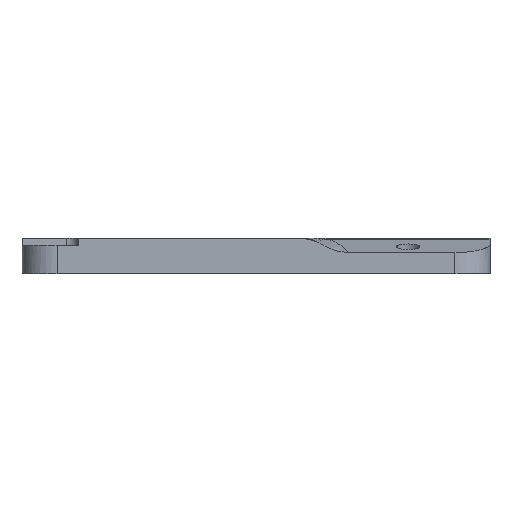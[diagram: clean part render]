
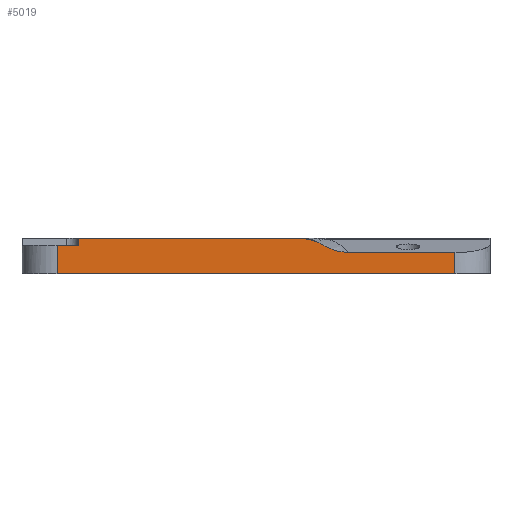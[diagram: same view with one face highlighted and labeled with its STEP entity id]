
A CAD part, front view. The second image highlights one B-rep face of the part: STEP entity #5019.
In plain terms, the highlighted free-form (B-spline) face has degree [1, 1] with [2, 2] control points.
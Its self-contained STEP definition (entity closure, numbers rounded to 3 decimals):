
#274=CARTESIAN_POINT('',(30.48,0.,0.));
#275=VERTEX_POINT('',#274);
#281=CARTESIAN_POINT('',(150.274,0.,0.));
#282=VERTEX_POINT('',#281);
#283=CARTESIAN_POINT('',(150.274,0.,0.));
#284=CARTESIAN_POINT('',(30.48,0.,0.));
#285=B_SPLINE_CURVE_WITH_KNOTS('',1,(#283,#284),.POLYLINE_FORM.,.F.,.U.,(2,2),(84.676,204.47),.UNSPECIFIED.);
#286=EDGE_CURVE('',#282,#275,#285,.T.);
#3338=CARTESIAN_POINT('',(19.05,0.,-19.05));
#3339=VERTEX_POINT('',#3338);
#3340=CARTESIAN_POINT('',(234.95,0.,-19.05));
#3341=VERTEX_POINT('',#3340);
#3342=CARTESIAN_POINT('',(19.05,0.,-19.05));
#3343=CARTESIAN_POINT('',(234.95,0.,-19.05));
#3344=B_SPLINE_CURVE_WITH_KNOTS('',1,(#3342,#3343),.POLYLINE_FORM.,.F.,.U.,(2,2),(0.,215.9),.UNSPECIFIED.);
#3345=EDGE_CURVE('',#3339,#3341,#3344,.T.);
#4935=CARTESIAN_POINT('',(19.05,0.,-19.05));
#4936=CARTESIAN_POINT('',(19.05,0.,0.));
#4937=CARTESIAN_POINT('',(234.95,0.,-19.05));
#4938=CARTESIAN_POINT('',(234.95,0.,0.));
#4939=B_SPLINE_SURFACE_WITH_KNOTS('',1,1,((#4935,#4936),(#4937,#4938)),.PLANE_SURF.,.F.,.F.,.U.,(2,2),(2,2),(0.,215.9),(0.,19.05),.UNSPECIFIED.);
#4940=ORIENTED_EDGE('',*,*,#286,.T.);
#4941=CARTESIAN_POINT('',(30.48,0.,-3.81));
#4942=VERTEX_POINT('',#4941);
#4943=CARTESIAN_POINT('',(30.48,0.,-3.81));
#4944=CARTESIAN_POINT('',(30.48,0.,0.));
#4945=B_SPLINE_CURVE_WITH_KNOTS('',1,(#4943,#4944),.POLYLINE_FORM.,.F.,.U.,(2,2),(0.,3.81),.UNSPECIFIED.);
#4946=EDGE_CURVE('',#4942,#275,#4945,.T.);
#4947=ORIENTED_EDGE('',*,*,#4946,.F.);
#4948=CARTESIAN_POINT('',(19.05,0.,-3.81));
#4949=VERTEX_POINT('',#4948);
#4950=CARTESIAN_POINT('',(30.48,0.,-3.81));
#4951=CARTESIAN_POINT('',(19.05,0.,-3.81));
#4952=B_SPLINE_CURVE_WITH_KNOTS('',1,(#4950,#4951),.POLYLINE_FORM.,.F.,.U.,(2,2),(204.47,215.9),.UNSPECIFIED.);
#4953=EDGE_CURVE('',#4942,#4949,#4952,.T.);
#4954=ORIENTED_EDGE('',*,*,#4953,.T.);
#4955=CARTESIAN_POINT('',(19.05,0.,-3.81));
#4956=CARTESIAN_POINT('',(19.05,0.,-19.05));
#4957=B_SPLINE_CURVE_WITH_KNOTS('',1,(#4955,#4956),.POLYLINE_FORM.,.F.,.U.,(2,2),(0.,1.),.UNSPECIFIED.);
#4958=EDGE_CURVE('',#4949,#3339,#4957,.T.);
#4959=ORIENTED_EDGE('',*,*,#4958,.T.);
#4960=ORIENTED_EDGE('',*,*,#3345,.T.);
#4961=CARTESIAN_POINT('',(234.95,0.,-7.62));
#4962=VERTEX_POINT('',#4961);
#4963=CARTESIAN_POINT('',(234.95,0.,-19.05));
#4964=CARTESIAN_POINT('',(234.95,0.,-7.62));
#4965=B_SPLINE_CURVE_WITH_KNOTS('',1,(#4963,#4964),.POLYLINE_FORM.,.F.,.U.,(2,2),(0.,0.714),.UNSPECIFIED.);
#4966=EDGE_CURVE('',#3341,#4962,#4965,.T.);
#4967=ORIENTED_EDGE('',*,*,#4966,.T.);
#4968=CARTESIAN_POINT('',(177.551,0.,-7.62));
#4969=VERTEX_POINT('',#4968);
#4970=CARTESIAN_POINT('',(234.95,0.,-7.62));
#4971=CARTESIAN_POINT('',(223.47,0.,-7.62));
#4972=CARTESIAN_POINT('',(211.99,0.,-7.62));
#4973=CARTESIAN_POINT('',(200.511,0.,-7.62));
#4974=CARTESIAN_POINT('',(189.031,0.,-7.62));
#4975=CARTESIAN_POINT('',(177.551,0.,-7.62));
#4976=CARTESIAN_POINT('',(177.551,0.,-7.62));
#4977=CARTESIAN_POINT('',(177.551,0.,-7.62));
#4978=CARTESIAN_POINT('',(177.551,0.,-7.62));
#4979=CARTESIAN_POINT('',(177.551,0.,-7.62));
#4980=CARTESIAN_POINT('',(177.551,0.,-7.62));
#4981=B_SPLINE_CURVE_WITH_KNOTS('',5,(#4970,#4971,#4972,#4973,#4974,#4975,#4976,#4977,#4978,#4979,#4980),.UNSPECIFIED.,.F.,.U.,(6,5,6),(6.,7.,7.),.UNSPECIFIED.);
#4982=EDGE_CURVE('',#4962,#4969,#4981,.T.);
#4983=ORIENTED_EDGE('',*,*,#4982,.T.);
#4984=CARTESIAN_POINT('',(163.631,0.,-3.697));
#4985=VERTEX_POINT('',#4984);
#4986=CARTESIAN_POINT('',(177.551,0.,-7.62));
#4987=CARTESIAN_POINT('',(176.654,0.,-7.62));
#4988=CARTESIAN_POINT('',(175.76,0.,-7.581));
#4989=CARTESIAN_POINT('',(174.872,0.,-7.504));
#4990=CARTESIAN_POINT('',(173.994,0.,-7.39));
#4991=CARTESIAN_POINT('',(173.126,0.,-7.242));
#4992=CARTESIAN_POINT('',(171.413,0.,-6.948));
#4993=CARTESIAN_POINT('',(169.742,0.,-6.517));
#4994=CARTESIAN_POINT('',(168.13,0.,-5.962));
#4995=CARTESIAN_POINT('',(166.588,0.,-5.295));
#4996=CARTESIAN_POINT('',(165.122,0.,-4.532));
#4997=CARTESIAN_POINT('',(164.817,0.,-4.373));
#4998=CARTESIAN_POINT('',(164.515,0.,-4.21));
#4999=CARTESIAN_POINT('',(164.217,0.,-4.043));
#5000=CARTESIAN_POINT('',(163.923,0.,-3.872));
#5001=CARTESIAN_POINT('',(163.631,0.,-3.697));
#5002=CARTESIAN_POINT('',(163.631,0.,-3.697));
#5003=CARTESIAN_POINT('',(163.631,0.,-3.697));
#5004=CARTESIAN_POINT('',(163.631,0.,-3.697));
#5005=CARTESIAN_POINT('',(163.631,0.,-3.697));
#5006=CARTESIAN_POINT('',(163.631,0.,-3.697));
#5007=B_SPLINE_CURVE_WITH_KNOTS('',5,(#4986,#4987,#4988,#4989,#4990,#4991,#4992,#4993,#4994,#4995,#4996,#4997,#4998,#4999,#5000,#5001,#5002,#5003,#5004,#5005,#5006),.UNSPECIFIED.,.F.,.U.,(6,5,5,5,6),(7.,8.,9.,10.,10.),.UNSPECIFIED.);
#5008=EDGE_CURVE('',#4969,#4985,#5007,.T.);
#5009=ORIENTED_EDGE('',*,*,#5008,.T.);
#5010=CARTESIAN_POINT('',(163.631,0.,-3.697));
#5011=CARTESIAN_POINT('',(159.598,0.,-1.275));
#5012=CARTESIAN_POINT('',(154.977,0.,0.));
#5013=CARTESIAN_POINT('',(150.274,0.,0.));
#5014=B_SPLINE_CURVE_WITH_KNOTS('',3,(#5010,#5011,#5012,#5013),.UNSPECIFIED.,.F.,.U.,(4,4),(0.,1.),.UNSPECIFIED.);
#5015=EDGE_CURVE('',#4985,#282,#5014,.T.);
#5016=ORIENTED_EDGE('',*,*,#5015,.T.);
#5017=EDGE_LOOP('',(#4940,#4947,#4954,#4959,#4960,#4967,#4983,#5009,#5016));
#5018=FACE_OUTER_BOUND('',#5017,.T.);
#5019=ADVANCED_FACE('',(#5018),#4939,.T.);
